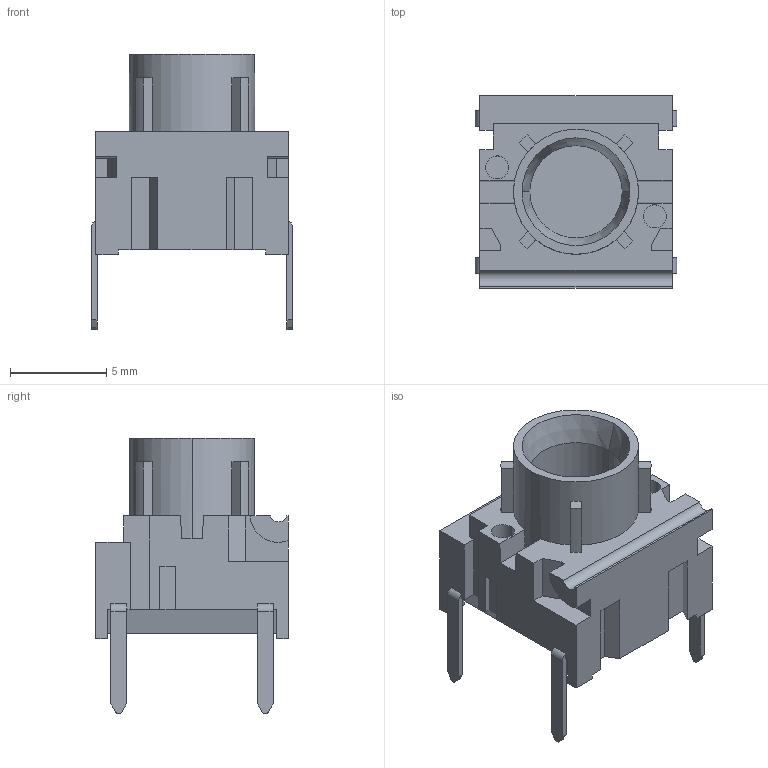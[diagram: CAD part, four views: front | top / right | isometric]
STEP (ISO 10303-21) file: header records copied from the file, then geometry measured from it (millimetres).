
FILE_DESCRIPTION((''),'2;1');
FILE_NAME('3FT.stp','2004-07-15T11:30:59',('jn'),(''),'Autodesk Inventor 8','Autodesk Inventor 8','');
FILE_SCHEMA(('AUTOMOTIVE_DESIGN { 1 0 10303 214 1 1 1 1 }'));
Length unit declared in the file: millimetre
Products named in the file (1): 3FT
Bounding box: 10.46 x 10 x 14.3 mm (x, y, z)
Volume: 593.9 mm3; surface area: 719.3 mm2
Topology: 1 solids, 1 shells, 161 faces, 454 edges, 298 vertices
Faces by surface type: plane 95, bspline 47, cylinder 17, cone 2
Entity records: 5324 total; most frequent: CARTESIAN_POINT 1209, ORIENTED_EDGE 908, DIRECTION 766, EDGE_CURVE 454, VECTOR 372, LINE 372, VERTEX_POINT 298, AXIS2_PLACEMENT_3D 197
